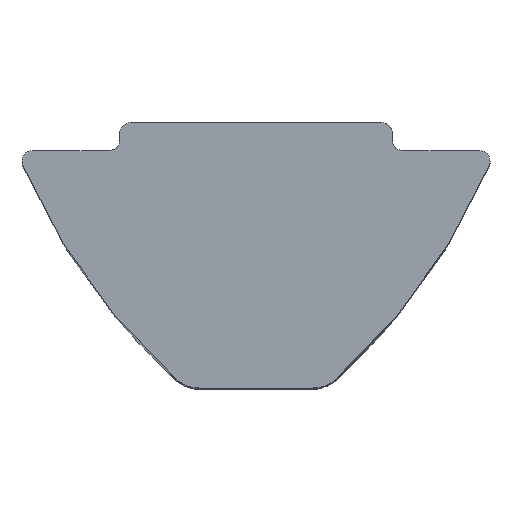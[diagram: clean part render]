
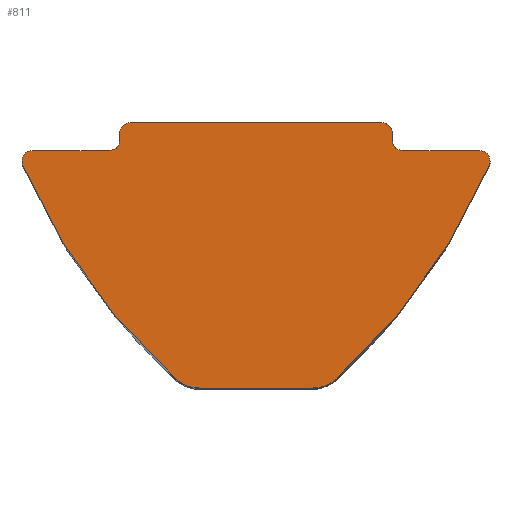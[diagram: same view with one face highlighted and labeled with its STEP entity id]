
A CAD part, top view. The second image highlights one B-rep face of the part: STEP entity #811.
In plain terms, the highlighted planar face has unit normal (0, 0, 1).
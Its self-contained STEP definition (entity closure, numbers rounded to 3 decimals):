
#6 = CIRCLE ( 'NONE', #861, 0.3 ) ;
#7 = CARTESIAN_POINT ( 'NONE',  ( 6.676, -1.218, 22. ) ) ;
#13 = EDGE_CURVE ( 'NONE', #833, #755, #6, .T. ) ;
#29 = ORIENTED_EDGE ( 'NONE', *, *, #994, .T. ) ;
#45 = CIRCLE ( 'NONE', #527, 0.3 ) ;
#50 = ORIENTED_EDGE ( 'NONE', *, *, #1365, .T. ) ;
#51 = DIRECTION ( 'NONE',  ( 1., 0., 0. ) ) ;
#79 = VERTEX_POINT ( 'NONE', #1360 ) ;
#82 = CARTESIAN_POINT ( 'NONE',  ( -6.4, -1.1, 22. ) ) ;
#88 = CARTESIAN_POINT ( 'NONE',  ( 3.9, -0.8, 22. ) ) ;
#100 = ORIENTED_EDGE ( 'NONE', *, *, #750, .T. ) ;
#112 = DIRECTION ( 'NONE',  ( 0., 0., 1. ) ) ;
#145 = AXIS2_PLACEMENT_3D ( 'NONE', #278, #1318, #625 ) ;
#150 = ORIENTED_EDGE ( 'NONE', *, *, #1148, .T. ) ;
#154 = CIRCLE ( 'NONE', #366, 1. ) ;
#162 = CARTESIAN_POINT ( 'NONE',  ( 6.4, -1.1, 22. ) ) ;
#167 = LINE ( 'NONE', #88, #748 ) ;
#191 = DIRECTION ( 'NONE',  ( 1., 0., 0. ) ) ;
#194 = CIRCLE ( 'NONE', #540, 0.3 ) ;
#197 = EDGE_CURVE ( 'NONE', #200, #290, #504, .T. ) ;
#200 = VERTEX_POINT ( 'NONE', #1261 ) ;
#204 = LINE ( 'NONE', #543, #1088 ) ;
#208 = DIRECTION ( 'NONE',  ( 0., 0., -1. ) ) ;
#218 = ORIENTED_EDGE ( 'NONE', *, *, #795, .T. ) ;
#231 = VERTEX_POINT ( 'NONE', #580 ) ;
#238 = ORIENTED_EDGE ( 'NONE', *, *, #197, .T. ) ;
#248 = AXIS2_PLACEMENT_3D ( 'NONE', #449, #1263, #571 ) ;
#254 = LINE ( 'NONE', #1425, #958 ) ;
#262 = DIRECTION ( 'NONE',  ( 0., 0., 1. ) ) ;
#264 = VERTEX_POINT ( 'NONE', #695 ) ;
#278 = CARTESIAN_POINT ( 'NONE',  ( -6.4, -1.1, 22. ) ) ;
#282 = VERTEX_POINT ( 'NONE', #1041 ) ;
#283 = DIRECTION ( 'NONE',  ( -1., 0., 0. ) ) ;
#290 = VERTEX_POINT ( 'NONE', #7 ) ;
#301 = CIRCLE ( 'NONE', #408, 0.3 ) ;
#304 = CARTESIAN_POINT ( 'NONE',  ( -3.6, -0.3, 22. ) ) ;
#311 = AXIS2_PLACEMENT_3D ( 'NONE', #82, #880, #191 ) ;
#355 = CARTESIAN_POINT ( 'NONE',  ( -4.2, -0.5, 22. ) ) ;
#358 = ORIENTED_EDGE ( 'NONE', *, *, #1336, .T. ) ;
#366 = AXIS2_PLACEMENT_3D ( 'NONE', #953, #262, #1064 ) ;
#373 = CARTESIAN_POINT ( 'NONE',  ( 6.4, -0.8, 22. ) ) ;
#408 = AXIS2_PLACEMENT_3D ( 'NONE', #355, #1154, #467 ) ;
#423 = DIRECTION ( 'NONE',  ( 1., 0., 0. ) ) ;
#432 = LINE ( 'NONE', #842, #589 ) ;
#439 = AXIS2_PLACEMENT_3D ( 'NONE', #900, #208, #1022 ) ;
#449 = CARTESIAN_POINT ( 'NONE',  ( 9.413, 5.666, 22. ) ) ;
#467 = DIRECTION ( 'NONE',  ( 1., 0., 0. ) ) ;
#477 = VERTEX_POINT ( 'NONE', #373 ) ;
#494 = CARTESIAN_POINT ( 'NONE',  ( -4.2, -0.8, 22. ) ) ;
#501 = CARTESIAN_POINT ( 'NONE',  ( 1.623, -6.6, 22. ) ) ;
#504 = CIRCLE ( 'NONE', #786, 17.5 ) ;
#508 = AXIS2_PLACEMENT_3D ( 'NONE', #162, #970, #283 ) ;
#511 = AXIS2_PLACEMENT_3D ( 'NONE', #501, #1316, #624 ) ;
#527 = AXIS2_PLACEMENT_3D ( 'NONE', #1429, #735, #51 ) ;
#533 = EDGE_LOOP ( 'NONE', ( #899, #1366, #656, #29, #238, #1457, #50, #150, #711, #218, #922, #1461, #100, #628, #749, #358, #1378 ) ) ;
#540 = AXIS2_PLACEMENT_3D ( 'NONE', #1350, #657, #1472 ) ;
#543 = CARTESIAN_POINT ( 'NONE',  ( -3.9, -0.8, 22. ) ) ;
#571 = DIRECTION ( 'NONE',  ( 1., 0., 0. ) ) ;
#580 = CARTESIAN_POINT ( 'NONE',  ( -3.9, -0.5, 22. ) ) ;
#589 = VECTOR ( 'NONE', #964, 1000. ) ;
#614 = FACE_OUTER_BOUND ( 'NONE', #533, .T. ) ;
#617 = VERTEX_POINT ( 'NONE', #831 ) ;
#624 = DIRECTION ( 'NONE',  ( 1., 0., 0. ) ) ;
#625 = DIRECTION ( 'NONE',  ( 1., 0., 0. ) ) ;
#628 = ORIENTED_EDGE ( 'NONE', *, *, #1200, .T. ) ;
#656 = ORIENTED_EDGE ( 'NONE', *, *, #1289, .T. ) ;
#657 = DIRECTION ( 'NONE',  ( 0., 0., 1. ) ) ;
#659 = DIRECTION ( 'NONE',  ( -1., 0., 0. ) ) ;
#665 = CIRCLE ( 'NONE', #508, 0.3 ) ;
#671 = VERTEX_POINT ( 'NONE', #952 ) ;
#695 = CARTESIAN_POINT ( 'NONE',  ( -1.623, -7.6, 22. ) ) ;
#711 = ORIENTED_EDGE ( 'NONE', *, *, #1054, .T. ) ;
#720 = VERTEX_POINT ( 'NONE', #494 ) ;
#728 = CARTESIAN_POINT ( 'NONE',  ( -3.9, -0.3, 22. ) ) ;
#735 = DIRECTION ( 'NONE',  ( 0., 0., 1. ) ) ;
#737 = CARTESIAN_POINT ( 'NONE',  ( -3.6, 0., 22. ) ) ;
#748 = VECTOR ( 'NONE', #659, 1000. ) ;
#749 = ORIENTED_EDGE ( 'NONE', *, *, #1353, .T. ) ;
#750 = EDGE_CURVE ( 'NONE', #755, #231, #254, .T. ) ;
#755 = VERTEX_POINT ( 'NONE', #728 ) ;
#786 = AXIS2_PLACEMENT_3D ( 'NONE', #796, #112, #913 ) ;
#795 = EDGE_CURVE ( 'NONE', #617, #282, #45, .T. ) ;
#796 = CARTESIAN_POINT ( 'NONE',  ( -9.413, 5.666, 22. ) ) ;
#811 = ADVANCED_FACE ( 'NONE', ( #614 ), #1201, .T. ) ;
#820 = CIRCLE ( 'NONE', #311, 0.3 ) ;
#828 = LINE ( 'NONE', #1110, #1411 ) ;
#831 = CARTESIAN_POINT ( 'NONE',  ( 3.9, -0.3, 22. ) ) ;
#833 = VERTEX_POINT ( 'NONE', #737 ) ;
#840 = CARTESIAN_POINT ( 'NONE',  ( 1.623, -7.6, 22. ) ) ;
#842 = CARTESIAN_POINT ( 'NONE',  ( -2., -7.6, 22. ) ) ;
#853 = CARTESIAN_POINT ( 'NONE',  ( 3.9, -0.5, 22. ) ) ;
#861 = AXIS2_PLACEMENT_3D ( 'NONE', #304, #1102, #423 ) ;
#867 = VERTEX_POINT ( 'NONE', #853 ) ;
#880 = DIRECTION ( 'NONE',  ( 0., 0., 1. ) ) ;
#899 = ORIENTED_EDGE ( 'NONE', *, *, #1427, .T. ) ;
#900 = CARTESIAN_POINT ( 'NONE',  ( 4.2, -0.5, 22. ) ) ;
#901 = LINE ( 'NONE', #1337, #1175 ) ;
#913 = DIRECTION ( 'NONE',  ( -1., 0., 0. ) ) ;
#922 = ORIENTED_EDGE ( 'NONE', *, *, #1086, .T. ) ;
#930 = CARTESIAN_POINT ( 'NONE',  ( -6.4, -0.8, 22. ) ) ;
#949 = EDGE_CURVE ( 'NONE', #966, #671, #194, .T. ) ;
#950 = CIRCLE ( 'NONE', #439, 0.3 ) ;
#952 = CARTESIAN_POINT ( 'NONE',  ( -6.676, -1.218, 22. ) ) ;
#953 = CARTESIAN_POINT ( 'NONE',  ( -1.623, -6.6, 22. ) ) ;
#958 = VECTOR ( 'NONE', #1190, 1000. ) ;
#964 = DIRECTION ( 'NONE',  ( 1., 0., 0. ) ) ;
#966 = VERTEX_POINT ( 'NONE', #1231 ) ;
#970 = DIRECTION ( 'NONE',  ( 0., 0., 1. ) ) ;
#973 = CARTESIAN_POINT ( 'NONE',  ( 4.2, -0.8, 22. ) ) ;
#994 = EDGE_CURVE ( 'NONE', #1000, #200, #1355, .T. ) ;
#1000 = VERTEX_POINT ( 'NONE', #840 ) ;
#1006 = EDGE_CURVE ( 'NONE', #290, #477, #665, .T. ) ;
#1022 = DIRECTION ( 'NONE',  ( 1., 0., 0. ) ) ;
#1024 = VERTEX_POINT ( 'NONE', #973 ) ;
#1041 = CARTESIAN_POINT ( 'NONE',  ( 3.6, 0., 22. ) ) ;
#1054 = EDGE_CURVE ( 'NONE', #867, #617, #901, .T. ) ;
#1064 = DIRECTION ( 'NONE',  ( 1., 0., 0. ) ) ;
#1086 = EDGE_CURVE ( 'NONE', #282, #833, #828, .T. ) ;
#1088 = VECTOR ( 'NONE', #1112, 1000. ) ;
#1102 = DIRECTION ( 'NONE',  ( 0., 0., 1. ) ) ;
#1110 = CARTESIAN_POINT ( 'NONE',  ( 3.9, 0., 22. ) ) ;
#1112 = DIRECTION ( 'NONE',  ( -1., 0., 0. ) ) ;
#1148 = EDGE_CURVE ( 'NONE', #1024, #867, #950, .T. ) ;
#1154 = DIRECTION ( 'NONE',  ( 0., 0., -1. ) ) ;
#1175 = VECTOR ( 'NONE', #1332, 1000. ) ;
#1190 = DIRECTION ( 'NONE',  ( 0., -1., 0. ) ) ;
#1200 = EDGE_CURVE ( 'NONE', #231, #720, #301, .T. ) ;
#1201 = PLANE ( 'NONE',  #145 ) ;
#1218 = CIRCLE ( 'NONE', #248, 17.5 ) ;
#1229 = DIRECTION ( 'NONE',  ( -1., 0., 0. ) ) ;
#1230 = VERTEX_POINT ( 'NONE', #930 ) ;
#1231 = CARTESIAN_POINT ( 'NONE',  ( -6.7, -1.1, 22. ) ) ;
#1261 = CARTESIAN_POINT ( 'NONE',  ( 2.292, -7.343, 22. ) ) ;
#1263 = DIRECTION ( 'NONE',  ( 0., 0., 1. ) ) ;
#1264 = EDGE_CURVE ( 'NONE', #79, #264, #154, .T. ) ;
#1289 = EDGE_CURVE ( 'NONE', #264, #1000, #432, .T. ) ;
#1316 = DIRECTION ( 'NONE',  ( 0., 0., 1. ) ) ;
#1318 = DIRECTION ( 'NONE',  ( 0., 0., 1. ) ) ;
#1332 = DIRECTION ( 'NONE',  ( 0., 1., 0. ) ) ;
#1336 = EDGE_CURVE ( 'NONE', #1230, #966, #820, .T. ) ;
#1337 = CARTESIAN_POINT ( 'NONE',  ( 3.9, 0., 22. ) ) ;
#1350 = CARTESIAN_POINT ( 'NONE',  ( -6.4, -1.1, 22. ) ) ;
#1353 = EDGE_CURVE ( 'NONE', #720, #1230, #204, .T. ) ;
#1355 = CIRCLE ( 'NONE', #511, 1. ) ;
#1360 = CARTESIAN_POINT ( 'NONE',  ( -2.292, -7.343, 22. ) ) ;
#1365 = EDGE_CURVE ( 'NONE', #477, #1024, #167, .T. ) ;
#1366 = ORIENTED_EDGE ( 'NONE', *, *, #1264, .T. ) ;
#1378 = ORIENTED_EDGE ( 'NONE', *, *, #949, .T. ) ;
#1411 = VECTOR ( 'NONE', #1229, 1000. ) ;
#1425 = CARTESIAN_POINT ( 'NONE',  ( -3.9, 0., 22. ) ) ;
#1427 = EDGE_CURVE ( 'NONE', #671, #79, #1218, .T. ) ;
#1429 = CARTESIAN_POINT ( 'NONE',  ( 3.6, -0.3, 22. ) ) ;
#1457 = ORIENTED_EDGE ( 'NONE', *, *, #1006, .T. ) ;
#1461 = ORIENTED_EDGE ( 'NONE', *, *, #13, .T. ) ;
#1472 = DIRECTION ( 'NONE',  ( 1., 0., 0. ) ) ;
